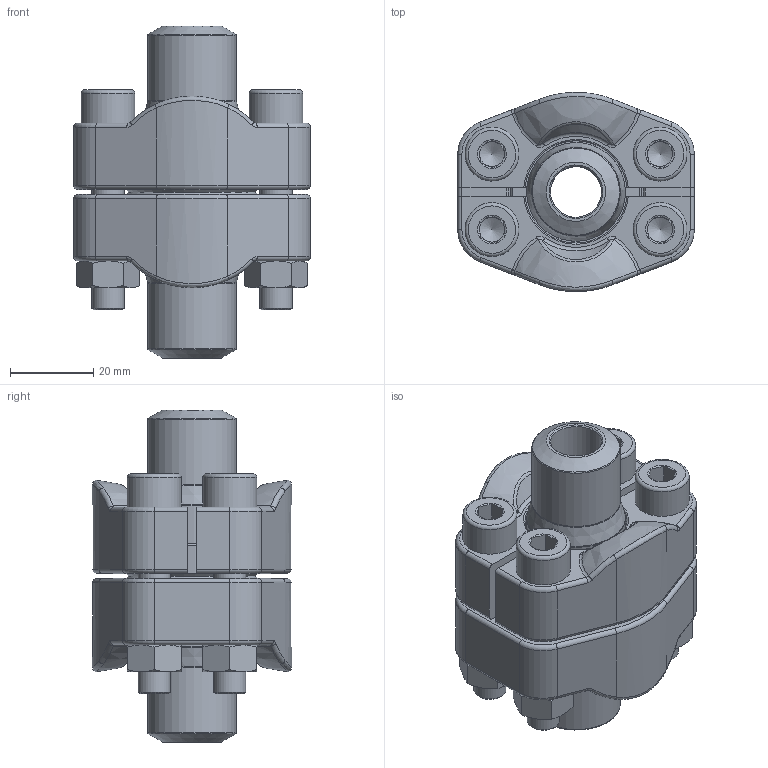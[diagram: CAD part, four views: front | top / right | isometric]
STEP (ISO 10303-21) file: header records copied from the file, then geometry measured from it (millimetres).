
FILE_DESCRIPTION(/* description */ (''),/* implementation_level */ '2;1');
FILE_NAME(/* name */ 'AFK13-622.stp',/* time_stamp */ '2025-01-09T12:12:19+01:00',/* author */ (''),/* organization */ (''),/* preprocessor_version */ 'ST-DEVELOPER v16',/* originating_system */ 'SIEMENS PLM Software NX 10.0',/* authorisation */ '');
FILE_SCHEMA (('AUTOMOTIVE_DESIGN { 1 0 10303 214 3 1 1 1 }'));
Length unit declared in the file: millimetre
Products named in the file (9): X-AFH13-6_einzel; X-AFK13-6; X-AFV13-6; X-FM08; X-M8x45I; X-OV18-1; X-AFA13-6; X-AFH13-6; AFK13-6
Assembly tree (15 placements, depth 3):
  AFK13-6
    X-AFH13-6
      X-AFH13-6_einzel  x2
    X-AFA13-6
    X-OV18-1
    X-M8x45I  x4
    X-FM08  x4
    X-AFV13-6
    X-AFK13-6
Bounding box: 57 x 47.98 x 80 mm (x, y, z)
Volume: 88557.1 mm3; surface area: 41096 mm2
Topology: 14 solids, 14 shells, 429 faces, 923 edges, 529 vertices
Faces by surface type: cone 132, plane 127, cylinder 78, torus 63, bspline 24, sphere 4, revolution 1
Full cylindrical faces by diameter (mm): 6.619 x4, 7.76 x4, 9 x8, 12.3 x2, 13 x6, 18.7 x1, 21.3 x2, 23.8 x2, 24.65 x1, 26.466 x1, 31.7 x2, 32.5 x1
Entity records: 6758 total; most frequent: CARTESIAN_POINT 1763, DIRECTION 1021, ORIENTED_EDGE 814, AXIS2_PLACEMENT_3D 463, EDGE_CURVE 407, EDGE_LOOP 317, VERTEX_POINT 272, CIRCLE 241
